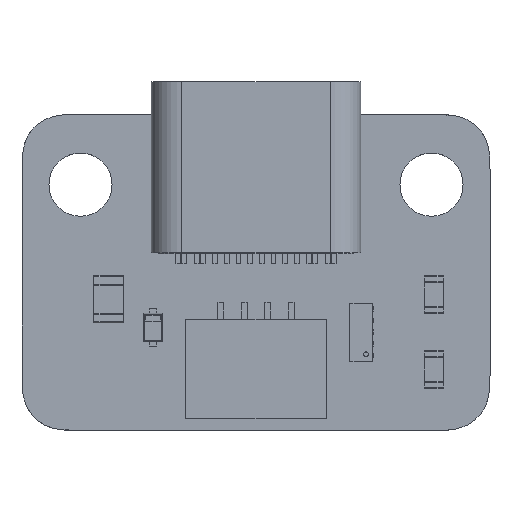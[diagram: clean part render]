
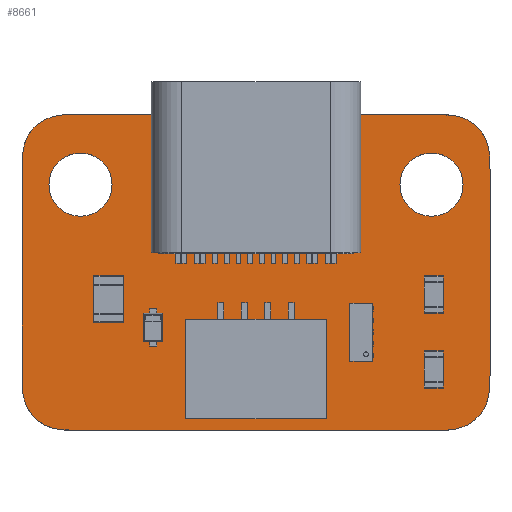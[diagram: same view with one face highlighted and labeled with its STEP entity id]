
A CAD part, top view. The second image highlights one B-rep face of the part: STEP entity #8661.
In plain terms, the highlighted planar face has unit normal (0, 0, 1).
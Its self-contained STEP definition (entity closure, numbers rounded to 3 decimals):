
#46=B_SPLINE_CURVE_WITH_KNOTS('',3,(#14162,#14163,#14164,#14165,#14166,
#14167,#14168,#14169,#14170,#14171,#14172,#14173,#14174,#14175,#14176,#14177),
 .UNSPECIFIED.,.F.,.F.,(4,3,3,3,3,4),(0.,0.087,0.13,
0.174,0.261,0.304),.UNSPECIFIED.);
#51=B_SPLINE_CURVE_WITH_KNOTS('',3,(#14299,#14300,#14301,#14302,#14303,
#14304,#14305,#14306,#14307,#14308,#14309,#14310,#14311,#14312,#14313,#14314),
 .UNSPECIFIED.,.F.,.F.,(4,3,3,3,3,4),(0.,0.087,0.13,
0.174,0.261,0.304),.UNSPECIFIED.);
#52=B_SPLINE_CURVE_WITH_KNOTS('',3,(#14354,#14355,#14356,#14357,#14358,
#14359,#14360,#14361,#14362,#14363,#14364,#14365,#14366,#14367,#14368,#14369),
 .UNSPECIFIED.,.F.,.F.,(4,3,3,3,3,4),(0.,0.087,0.13,
0.174,0.261,0.304),.UNSPECIFIED.);
#53=B_SPLINE_CURVE_WITH_KNOTS('',3,(#14404,#14405,#14406,#14407,#14408,
#14409,#14410,#14411,#14412,#14413,#14414,#14415,#14416,#14417,#14418,#14419),
 .UNSPECIFIED.,.F.,.F.,(4,3,3,3,3,4),(0.,0.087,0.13,
0.174,0.261,0.304),.UNSPECIFIED.);
#355=CIRCLE('',#9422,1.35);
#356=CIRCLE('',#9424,1.35);
#403=FACE_BOUND('',#1336,.T.);
#404=FACE_BOUND('',#1337,.T.);
#865=FACE_OUTER_BOUND('',#1335,.T.);
#1335=EDGE_LOOP('',(#7608,#7609,#7610,#7611,#7612,#7613,#7614,#7615));
#1336=EDGE_LOOP('',(#7616));
#1337=EDGE_LOOP('',(#7617));
#2300=LINE('',#14203,#3276);
#2306=LINE('',#14319,#3282);
#2312=LINE('',#14430,#3288);
#2313=LINE('',#14432,#3289);
#3276=VECTOR('',#11707,10.);
#3282=VECTOR('',#11721,10.);
#3288=VECTOR('',#11737,10.);
#3289=VECTOR('',#11740,10.);
#4046=VERTEX_POINT('',#14160);
#4047=VERTEX_POINT('',#14161);
#4051=VERTEX_POINT('',#14201);
#4059=VERTEX_POINT('',#14297);
#4060=VERTEX_POINT('',#14298);
#4061=VERTEX_POINT('',#14318);
#4062=VERTEX_POINT('',#14353);
#4063=VERTEX_POINT('',#14403);
#4064=VERTEX_POINT('',#14422);
#4065=VERTEX_POINT('',#14426);
#5220=EDGE_CURVE('',#4046,#4047,#46,.T.);
#5226=EDGE_CURVE('',#4046,#4051,#2300,.T.);
#5235=EDGE_CURVE('',#4059,#4060,#51,.T.);
#5238=EDGE_CURVE('',#4061,#4060,#2306,.T.);
#5240=EDGE_CURVE('',#4061,#4062,#52,.T.);
#5242=EDGE_CURVE('',#4063,#4051,#53,.T.);
#5244=EDGE_CURVE('',#4064,#4064,#355,.T.);
#5246=EDGE_CURVE('',#4065,#4065,#356,.T.);
#5248=EDGE_CURVE('',#4063,#4062,#2312,.T.);
#5249=EDGE_CURVE('',#4059,#4047,#2313,.T.);
#7608=ORIENTED_EDGE('',*,*,#5220,.F.);
#7609=ORIENTED_EDGE('',*,*,#5226,.T.);
#7610=ORIENTED_EDGE('',*,*,#5242,.F.);
#7611=ORIENTED_EDGE('',*,*,#5248,.T.);
#7612=ORIENTED_EDGE('',*,*,#5240,.F.);
#7613=ORIENTED_EDGE('',*,*,#5238,.T.);
#7614=ORIENTED_EDGE('',*,*,#5235,.F.);
#7615=ORIENTED_EDGE('',*,*,#5249,.T.);
#7616=ORIENTED_EDGE('',*,*,#5246,.T.);
#7617=ORIENTED_EDGE('',*,*,#5244,.T.);
#7975=PLANE('',#9427);
#8661=ADVANCED_FACE('',(#865,#403,#404),#7975,.T.);
#9422=AXIS2_PLACEMENT_3D('',#14423,#11727,#11728);
#9424=AXIS2_PLACEMENT_3D('',#14427,#11732,#11733);
#9427=AXIS2_PLACEMENT_3D('',#14433,#11741,#11742);
#11707=DIRECTION('',(-1.,0.,0.));
#11721=DIRECTION('',(1.,0.,0.));
#11727=DIRECTION('center_axis',(0.,0.,-1.));
#11728=DIRECTION('ref_axis',(1.,0.,0.));
#11732=DIRECTION('center_axis',(0.,0.,-1.));
#11733=DIRECTION('ref_axis',(1.,0.,0.));
#11737=DIRECTION('',(0.,-1.,0.));
#11740=DIRECTION('',(0.,1.,0.));
#11741=DIRECTION('center_axis',(0.,0.,1.));
#11742=DIRECTION('ref_axis',(1.,0.,0.));
#14160=CARTESIAN_POINT('',(7.637,6.75,1.51));
#14161=CARTESIAN_POINT('',(10.,4.387,1.51));
#14162=CARTESIAN_POINT('Ctrl Pts',(7.637,6.75,1.51));
#14163=CARTESIAN_POINT('Ctrl Pts',(8.062,6.75,1.51));
#14164=CARTESIAN_POINT('Ctrl Pts',(8.443,6.737,1.51));
#14165=CARTESIAN_POINT('Ctrl Pts',(8.782,6.624,1.51));
#14166=CARTESIAN_POINT('Ctrl Pts',(8.952,6.567,1.51));
#14167=CARTESIAN_POINT('Ctrl Pts',(9.111,6.486,1.51));
#14168=CARTESIAN_POINT('Ctrl Pts',(9.255,6.381,1.51));
#14169=CARTESIAN_POINT('Ctrl Pts',(9.399,6.276,1.51));
#14170=CARTESIAN_POINT('Ctrl Pts',(9.528,6.148,1.51));
#14171=CARTESIAN_POINT('Ctrl Pts',(9.632,6.004,1.51));
#14172=CARTESIAN_POINT('Ctrl Pts',(9.841,5.718,1.51));
#14173=CARTESIAN_POINT('Ctrl Pts',(9.949,5.371,1.51));
#14174=CARTESIAN_POINT('Ctrl Pts',(9.984,4.989,1.51));
#14175=CARTESIAN_POINT('Ctrl Pts',(10.001,4.799,1.51));
#14176=CARTESIAN_POINT('Ctrl Pts',(10.,4.6,1.51));
#14177=CARTESIAN_POINT('Ctrl Pts',(10.,4.388,1.51));
#14201=CARTESIAN_POINT('',(-7.638,6.75,1.51));
#14203=CARTESIAN_POINT('',(-10.,6.75,1.51));
#14297=CARTESIAN_POINT('',(10.,-4.388,1.51));
#14298=CARTESIAN_POINT('',(7.637,-6.75,1.51));
#14299=CARTESIAN_POINT('Ctrl Pts',(10.,-4.388,1.51));
#14300=CARTESIAN_POINT('Ctrl Pts',(10.,-4.812,1.51));
#14301=CARTESIAN_POINT('Ctrl Pts',(9.987,-5.193,1.51));
#14302=CARTESIAN_POINT('Ctrl Pts',(9.874,-5.532,1.51));
#14303=CARTESIAN_POINT('Ctrl Pts',(9.817,-5.702,1.51));
#14304=CARTESIAN_POINT('Ctrl Pts',(9.736,-5.861,1.51));
#14305=CARTESIAN_POINT('Ctrl Pts',(9.631,-6.005,1.51));
#14306=CARTESIAN_POINT('Ctrl Pts',(9.526,-6.149,1.51));
#14307=CARTESIAN_POINT('Ctrl Pts',(9.398,-6.278,1.51));
#14308=CARTESIAN_POINT('Ctrl Pts',(9.254,-6.382,1.51));
#14309=CARTESIAN_POINT('Ctrl Pts',(8.968,-6.591,1.51));
#14310=CARTESIAN_POINT('Ctrl Pts',(8.621,-6.699,1.51));
#14311=CARTESIAN_POINT('Ctrl Pts',(8.239,-6.734,1.51));
#14312=CARTESIAN_POINT('Ctrl Pts',(8.049,-6.751,1.51));
#14313=CARTESIAN_POINT('Ctrl Pts',(7.85,-6.75,1.51));
#14314=CARTESIAN_POINT('Ctrl Pts',(7.637,-6.75,1.51));
#14318=CARTESIAN_POINT('',(-7.638,-6.75,1.51));
#14319=CARTESIAN_POINT('',(10.,-6.75,1.51));
#14353=CARTESIAN_POINT('',(-10.,-4.388,1.51));
#14354=CARTESIAN_POINT('Ctrl Pts',(-7.638,-6.75,
1.51));
#14355=CARTESIAN_POINT('Ctrl Pts',(-8.062,-6.75,1.51));
#14356=CARTESIAN_POINT('Ctrl Pts',(-8.443,-6.737,
1.51));
#14357=CARTESIAN_POINT('Ctrl Pts',(-8.782,-6.624,
1.51));
#14358=CARTESIAN_POINT('Ctrl Pts',(-8.952,-6.567,
1.51));
#14359=CARTESIAN_POINT('Ctrl Pts',(-9.111,-6.486,
1.51));
#14360=CARTESIAN_POINT('Ctrl Pts',(-9.255,-6.381,1.51));
#14361=CARTESIAN_POINT('Ctrl Pts',(-9.399,-6.276,
1.51));
#14362=CARTESIAN_POINT('Ctrl Pts',(-9.528,-6.148,
1.51));
#14363=CARTESIAN_POINT('Ctrl Pts',(-9.632,-6.004,1.51));
#14364=CARTESIAN_POINT('Ctrl Pts',(-9.841,-5.718,
1.51));
#14365=CARTESIAN_POINT('Ctrl Pts',(-9.949,-5.371,
1.51));
#14366=CARTESIAN_POINT('Ctrl Pts',(-9.984,-4.989,
1.51));
#14367=CARTESIAN_POINT('Ctrl Pts',(-10.001,-4.799,
1.51));
#14368=CARTESIAN_POINT('Ctrl Pts',(-10.,-4.6,1.51));
#14369=CARTESIAN_POINT('Ctrl Pts',(-10.,-4.388,1.51));
#14403=CARTESIAN_POINT('',(-10.,4.387,1.51));
#14404=CARTESIAN_POINT('Ctrl Pts',(-10.,4.387,1.51));
#14405=CARTESIAN_POINT('Ctrl Pts',(-10.,4.812,1.51));
#14406=CARTESIAN_POINT('Ctrl Pts',(-9.987,5.193,1.51));
#14407=CARTESIAN_POINT('Ctrl Pts',(-9.874,5.532,1.51));
#14408=CARTESIAN_POINT('Ctrl Pts',(-9.817,5.702,1.51));
#14409=CARTESIAN_POINT('Ctrl Pts',(-9.736,5.861,1.51));
#14410=CARTESIAN_POINT('Ctrl Pts',(-9.631,6.005,1.51));
#14411=CARTESIAN_POINT('Ctrl Pts',(-9.526,6.149,1.51));
#14412=CARTESIAN_POINT('Ctrl Pts',(-9.398,6.278,1.51));
#14413=CARTESIAN_POINT('Ctrl Pts',(-9.254,6.382,1.51));
#14414=CARTESIAN_POINT('Ctrl Pts',(-8.968,6.591,1.51));
#14415=CARTESIAN_POINT('Ctrl Pts',(-8.621,6.699,1.51));
#14416=CARTESIAN_POINT('Ctrl Pts',(-8.239,6.734,1.51));
#14417=CARTESIAN_POINT('Ctrl Pts',(-8.049,6.751,1.51));
#14418=CARTESIAN_POINT('Ctrl Pts',(-7.85,6.75,1.51));
#14419=CARTESIAN_POINT('Ctrl Pts',(-7.638,6.75,1.51));
#14422=CARTESIAN_POINT('',(6.15,3.75,1.51));
#14423=CARTESIAN_POINT('Origin',(7.5,3.75,1.51));
#14426=CARTESIAN_POINT('',(-8.85,3.75,1.51));
#14427=CARTESIAN_POINT('Origin',(-7.5,3.75,1.51));
#14430=CARTESIAN_POINT('',(-10.,-6.75,1.51));
#14432=CARTESIAN_POINT('',(10.,6.75,1.51));
#14433=CARTESIAN_POINT('Origin',(0.,0.,
1.51));
